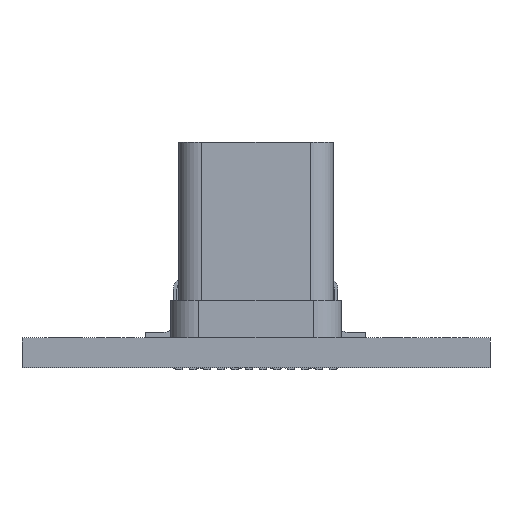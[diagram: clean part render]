
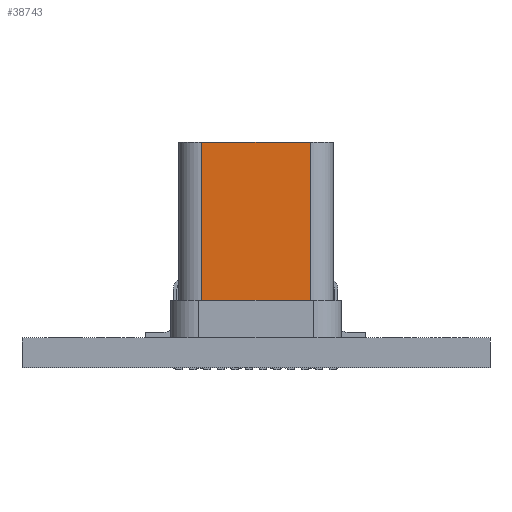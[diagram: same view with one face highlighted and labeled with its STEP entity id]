
A CAD part, left-side view. The second image highlights one B-rep face of the part: STEP entity #38743.
In plain terms, the highlighted face is planar.
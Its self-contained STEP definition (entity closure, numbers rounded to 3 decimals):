
#29374 = PLANE('',#29375);
#29375 = AXIS2_PLACEMENT_3D('',#29376,#29377,#29378);
#29376 = CARTESIAN_POINT('',(-2.9,10.45,-0.395));
#29377 = DIRECTION('',(0.,1.,0.));
#29378 = DIRECTION('',(-1.,0.,0.));
#29601 = CYLINDRICAL_SURFACE('',#29602,1.225);
#29602 = AXIS2_PLACEMENT_3D('',#29603,#29604,#29605);
#29603 = CARTESIAN_POINT('',(2.9,10.45,-0.395));
#29604 = DIRECTION('',(0.,-1.,0.));
#29605 = DIRECTION('',(1.,0.,0.));
#29674 = PLANE('',#29675);
#29675 = AXIS2_PLACEMENT_3D('',#29676,#29677,#29678);
#29676 = CARTESIAN_POINT('',(0.,2.,0.));
#29677 = DIRECTION('',(0.,-1.,0.));
#29678 = DIRECTION('',(1.,0.,0.));
#30078 = VERTEX_POINT('',#30079);
#30079 = CARTESIAN_POINT('',(-2.9,2.,0.83));
#30098 = CYLINDRICAL_SURFACE('',#30099,1.225);
#30099 = AXIS2_PLACEMENT_3D('',#30100,#30101,#30102);
#30100 = CARTESIAN_POINT('',(-2.9,10.45,-0.395));
#30101 = DIRECTION('',(0.,-1.,0.));
#30102 = DIRECTION('',(1.,0.,0.));
#30155 = VERTEX_POINT('',#30156);
#30156 = CARTESIAN_POINT('',(2.9,2.,0.83));
#30204 = EDGE_CURVE('',#30078,#30155,#30205,.T.);
#30205 = SURFACE_CURVE('',#30206,(#30210,#30217),.PCURVE_S1.);
#30206 = LINE('',#30207,#30208);
#30207 = CARTESIAN_POINT('',(-2.9,2.,0.83));
#30208 = VECTOR('',#30209,1.);
#30209 = DIRECTION('',(1.,0.,0.));
#30210 = PCURVE('',#29674,#30211);
#30211 = DEFINITIONAL_REPRESENTATION('',(#30212),#30216);
#30212 = LINE('',#30213,#30214);
#30213 = CARTESIAN_POINT('',(-2.9,0.83));
#30214 = VECTOR('',#30215,1.);
#30215 = DIRECTION('',(1.,0.));
#30216 = ( GEOMETRIC_REPRESENTATION_CONTEXT(2) 
PARAMETRIC_REPRESENTATION_CONTEXT() REPRESENTATION_CONTEXT('2D SPACE',''
  ) );
#30217 = PCURVE('',#30218,#30223);
#30218 = PLANE('',#30219);
#30219 = AXIS2_PLACEMENT_3D('',#30220,#30221,#30222);
#30220 = CARTESIAN_POINT('',(-2.9,10.45,0.83));
#30221 = DIRECTION('',(0.,0.,-1.));
#30222 = DIRECTION('',(-1.,0.,0.));
#30223 = DEFINITIONAL_REPRESENTATION('',(#30224),#30228);
#30224 = LINE('',#30225,#30226);
#30225 = CARTESIAN_POINT('',(0.,-8.45));
#30226 = VECTOR('',#30227,1.);
#30227 = DIRECTION('',(-1.,0.));
#30228 = ( GEOMETRIC_REPRESENTATION_CONTEXT(2) 
PARAMETRIC_REPRESENTATION_CONTEXT() REPRESENTATION_CONTEXT('2D SPACE',''
  ) );
#38610 = EDGE_CURVE('',#38611,#30078,#38613,.T.);
#38611 = VERTEX_POINT('',#38612);
#38612 = CARTESIAN_POINT('',(-2.9,10.45,0.83));
#38613 = SURFACE_CURVE('',#38614,(#38618,#38647),.PCURVE_S1.);
#38614 = LINE('',#38615,#38616);
#38615 = CARTESIAN_POINT('',(-2.9,10.45,0.83));
#38616 = VECTOR('',#38617,1.);
#38617 = DIRECTION('',(0.,-1.,0.));
#38618 = PCURVE('',#30098,#38619);
#38619 = DEFINITIONAL_REPRESENTATION('',(#38620),#38646);
#38620 = B_SPLINE_CURVE_WITH_KNOTS('',3,(#38621,#38622,#38623,#38624,
    #38625,#38626,#38627,#38628,#38629,#38630,#38631,#38632,#38633,
    #38634,#38635,#38636,#38637,#38638,#38639,#38640,#38641,#38642,
    #38643,#38644,#38645),.UNSPECIFIED.,.F.,.F.,(4,1,1,1,1,1,1,1,1,1,1,1
    ,1,1,1,1,1,1,1,1,1,1,4),(0.,0.384,0.768,
    1.152,1.536,1.92,2.305,
    2.689,3.073,3.457,3.841,4.225,
    4.609,4.993,5.377,5.761,
    6.145,6.53,6.914,7.298,
    7.682,8.066,8.45),.QUASI_UNIFORM_KNOTS.);
#38621 = CARTESIAN_POINT('',(1.571,0.));
#38622 = CARTESIAN_POINT('',(1.571,0.128));
#38623 = CARTESIAN_POINT('',(1.571,0.384));
#38624 = CARTESIAN_POINT('',(1.571,0.768));
#38625 = CARTESIAN_POINT('',(1.571,1.152));
#38626 = CARTESIAN_POINT('',(1.571,1.536));
#38627 = CARTESIAN_POINT('',(1.571,1.92));
#38628 = CARTESIAN_POINT('',(1.571,2.305));
#38629 = CARTESIAN_POINT('',(1.571,2.689));
#38630 = CARTESIAN_POINT('',(1.571,3.073));
#38631 = CARTESIAN_POINT('',(1.571,3.457));
#38632 = CARTESIAN_POINT('',(1.571,3.841));
#38633 = CARTESIAN_POINT('',(1.571,4.225));
#38634 = CARTESIAN_POINT('',(1.571,4.609));
#38635 = CARTESIAN_POINT('',(1.571,4.993));
#38636 = CARTESIAN_POINT('',(1.571,5.377));
#38637 = CARTESIAN_POINT('',(1.571,5.761));
#38638 = CARTESIAN_POINT('',(1.571,6.145));
#38639 = CARTESIAN_POINT('',(1.571,6.53));
#38640 = CARTESIAN_POINT('',(1.571,6.914));
#38641 = CARTESIAN_POINT('',(1.571,7.298));
#38642 = CARTESIAN_POINT('',(1.571,7.682));
#38643 = CARTESIAN_POINT('',(1.571,8.066));
#38644 = CARTESIAN_POINT('',(1.571,8.322));
#38645 = CARTESIAN_POINT('',(1.571,8.45));
#38646 = ( GEOMETRIC_REPRESENTATION_CONTEXT(2) 
PARAMETRIC_REPRESENTATION_CONTEXT() REPRESENTATION_CONTEXT('2D SPACE',''
  ) );
#38647 = PCURVE('',#30218,#38648);
#38648 = DEFINITIONAL_REPRESENTATION('',(#38649),#38653);
#38649 = LINE('',#38650,#38651);
#38650 = CARTESIAN_POINT('',(0.,0.));
#38651 = VECTOR('',#38652,1.);
#38652 = DIRECTION('',(0.,-1.));
#38653 = ( GEOMETRIC_REPRESENTATION_CONTEXT(2) 
PARAMETRIC_REPRESENTATION_CONTEXT() REPRESENTATION_CONTEXT('2D SPACE',''
  ) );
#38743 = ADVANCED_FACE('',(#38744),#30218,.F.);
#38744 = FACE_BOUND('',#38745,.T.);
#38745 = EDGE_LOOP('',(#38746,#38747,#38792,#38813));
#38746 = ORIENTED_EDGE('',*,*,#30204,.T.);
#38747 = ORIENTED_EDGE('',*,*,#38748,.F.);
#38748 = EDGE_CURVE('',#38749,#30155,#38751,.T.);
#38749 = VERTEX_POINT('',#38750);
#38750 = CARTESIAN_POINT('',(2.9,10.45,0.83));
#38751 = SURFACE_CURVE('',#38752,(#38756,#38763),.PCURVE_S1.);
#38752 = LINE('',#38753,#38754);
#38753 = CARTESIAN_POINT('',(2.9,10.45,0.83));
#38754 = VECTOR('',#38755,1.);
#38755 = DIRECTION('',(0.,-1.,0.));
#38756 = PCURVE('',#30218,#38757);
#38757 = DEFINITIONAL_REPRESENTATION('',(#38758),#38762);
#38758 = LINE('',#38759,#38760);
#38759 = CARTESIAN_POINT('',(-5.8,0.));
#38760 = VECTOR('',#38761,1.);
#38761 = DIRECTION('',(0.,-1.));
#38762 = ( GEOMETRIC_REPRESENTATION_CONTEXT(2) 
PARAMETRIC_REPRESENTATION_CONTEXT() REPRESENTATION_CONTEXT('2D SPACE',''
  ) );
#38763 = PCURVE('',#29601,#38764);
#38764 = DEFINITIONAL_REPRESENTATION('',(#38765),#38791);
#38765 = B_SPLINE_CURVE_WITH_KNOTS('',3,(#38766,#38767,#38768,#38769,
    #38770,#38771,#38772,#38773,#38774,#38775,#38776,#38777,#38778,
    #38779,#38780,#38781,#38782,#38783,#38784,#38785,#38786,#38787,
    #38788,#38789,#38790),.UNSPECIFIED.,.F.,.F.,(4,1,1,1,1,1,1,1,1,1,1,1
    ,1,1,1,1,1,1,1,1,1,1,4),(0.,0.384,0.768,
    1.152,1.536,1.92,2.305,
    2.689,3.073,3.457,3.841,4.225,
    4.609,4.993,5.377,5.761,
    6.145,6.53,6.914,7.298,
    7.682,8.066,8.45),.QUASI_UNIFORM_KNOTS.);
#38766 = CARTESIAN_POINT('',(1.571,0.));
#38767 = CARTESIAN_POINT('',(1.571,0.128));
#38768 = CARTESIAN_POINT('',(1.571,0.384));
#38769 = CARTESIAN_POINT('',(1.571,0.768));
#38770 = CARTESIAN_POINT('',(1.571,1.152));
#38771 = CARTESIAN_POINT('',(1.571,1.536));
#38772 = CARTESIAN_POINT('',(1.571,1.92));
#38773 = CARTESIAN_POINT('',(1.571,2.305));
#38774 = CARTESIAN_POINT('',(1.571,2.689));
#38775 = CARTESIAN_POINT('',(1.571,3.073));
#38776 = CARTESIAN_POINT('',(1.571,3.457));
#38777 = CARTESIAN_POINT('',(1.571,3.841));
#38778 = CARTESIAN_POINT('',(1.571,4.225));
#38779 = CARTESIAN_POINT('',(1.571,4.609));
#38780 = CARTESIAN_POINT('',(1.571,4.993));
#38781 = CARTESIAN_POINT('',(1.571,5.377));
#38782 = CARTESIAN_POINT('',(1.571,5.761));
#38783 = CARTESIAN_POINT('',(1.571,6.145));
#38784 = CARTESIAN_POINT('',(1.571,6.53));
#38785 = CARTESIAN_POINT('',(1.571,6.914));
#38786 = CARTESIAN_POINT('',(1.571,7.298));
#38787 = CARTESIAN_POINT('',(1.571,7.682));
#38788 = CARTESIAN_POINT('',(1.571,8.066));
#38789 = CARTESIAN_POINT('',(1.571,8.322));
#38790 = CARTESIAN_POINT('',(1.571,8.45));
#38791 = ( GEOMETRIC_REPRESENTATION_CONTEXT(2) 
PARAMETRIC_REPRESENTATION_CONTEXT() REPRESENTATION_CONTEXT('2D SPACE',''
  ) );
#38792 = ORIENTED_EDGE('',*,*,#38793,.F.);
#38793 = EDGE_CURVE('',#38611,#38749,#38794,.T.);
#38794 = SURFACE_CURVE('',#38795,(#38799,#38806),.PCURVE_S1.);
#38795 = LINE('',#38796,#38797);
#38796 = CARTESIAN_POINT('',(-2.9,10.45,0.83));
#38797 = VECTOR('',#38798,1.);
#38798 = DIRECTION('',(1.,0.,0.));
#38799 = PCURVE('',#30218,#38800);
#38800 = DEFINITIONAL_REPRESENTATION('',(#38801),#38805);
#38801 = LINE('',#38802,#38803);
#38802 = CARTESIAN_POINT('',(0.,0.));
#38803 = VECTOR('',#38804,1.);
#38804 = DIRECTION('',(-1.,0.));
#38805 = ( GEOMETRIC_REPRESENTATION_CONTEXT(2) 
PARAMETRIC_REPRESENTATION_CONTEXT() REPRESENTATION_CONTEXT('2D SPACE',''
  ) );
#38806 = PCURVE('',#29374,#38807);
#38807 = DEFINITIONAL_REPRESENTATION('',(#38808),#38812);
#38808 = LINE('',#38809,#38810);
#38809 = CARTESIAN_POINT('',(0.,1.225));
#38810 = VECTOR('',#38811,1.);
#38811 = DIRECTION('',(-1.,0.));
#38812 = ( GEOMETRIC_REPRESENTATION_CONTEXT(2) 
PARAMETRIC_REPRESENTATION_CONTEXT() REPRESENTATION_CONTEXT('2D SPACE',''
  ) );
#38813 = ORIENTED_EDGE('',*,*,#38610,.T.);
